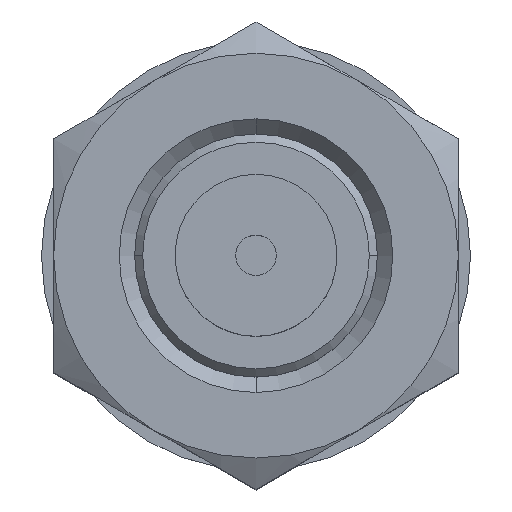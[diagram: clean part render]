
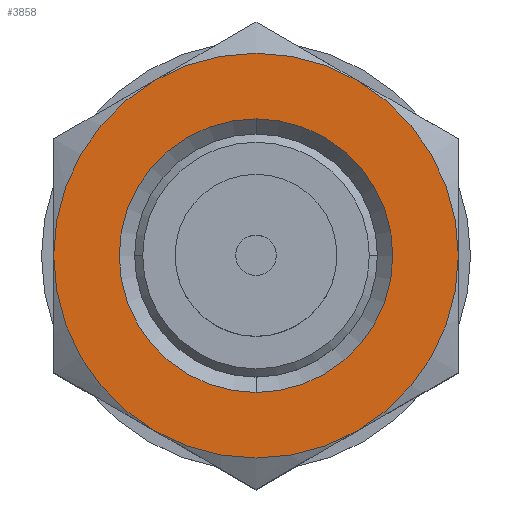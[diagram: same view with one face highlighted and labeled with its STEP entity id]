
A CAD part, top view. The second image highlights one B-rep face of the part: STEP entity #3858.
In plain terms, the highlighted planar face has unit normal (0, 0, 1).
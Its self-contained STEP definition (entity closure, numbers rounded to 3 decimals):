
#2280=CARTESIAN_POINT('',(0.,0.,-4.766));
#2281=DIRECTION('',(0.,0.,1.));
#2282=DIRECTION('',(0.5,0.866,0.));
#2283=AXIS2_PLACEMENT_3D('',#2280,#2281,#2282);
#2285=CARTESIAN_POINT('',(0.,0.,-4.766));
#2286=DIRECTION('',(0.,0.,1.));
#2287=DIRECTION('',(1.,0.,0.));
#2288=AXIS2_PLACEMENT_3D('',#2285,#2286,#2287);
#2290=CARTESIAN_POINT('',(0.,0.,-4.766));
#2291=DIRECTION('',(0.,0.,1.));
#2292=DIRECTION('',(0.5,-0.866,0.));
#2293=AXIS2_PLACEMENT_3D('',#2290,#2291,#2292);
#2295=CARTESIAN_POINT('',(0.,0.,-4.766));
#2296=DIRECTION('',(0.,0.,1.));
#2297=DIRECTION('',(0.,-1.,0.));
#2298=AXIS2_PLACEMENT_3D('',#2295,#2296,#2297);
#2300=CARTESIAN_POINT('',(0.,0.,-4.766));
#2301=DIRECTION('',(0.,0.,1.));
#2302=DIRECTION('',(-0.5,-0.866,0.));
#2303=AXIS2_PLACEMENT_3D('',#2300,#2301,#2302);
#2305=CARTESIAN_POINT('',(0.,0.,-4.766));
#2306=DIRECTION('',(0.,0.,1.));
#2307=DIRECTION('',(-1.,0.,0.));
#2308=AXIS2_PLACEMENT_3D('',#2305,#2306,#2307);
#2310=CARTESIAN_POINT('',(0.,0.,-4.766));
#2311=DIRECTION('',(0.,0.,1.));
#2312=DIRECTION('',(-0.5,0.866,0.));
#2313=AXIS2_PLACEMENT_3D('',#2310,#2311,#2312);
#2315=CARTESIAN_POINT('',(0.,0.,-4.766));
#2316=DIRECTION('',(0.,0.,-1.));
#2317=DIRECTION('',(0.,-1.,0.));
#2318=AXIS2_PLACEMENT_3D('',#2315,#2316,#2317);
#2320=CARTESIAN_POINT('',(0.,0.,-4.766));
#2321=DIRECTION('',(0.,0.,-1.));
#2322=DIRECTION('',(0.,1.,0.));
#2323=AXIS2_PLACEMENT_3D('',#2320,#2321,#2322);
#2356=CARTESIAN_POINT('',(5.,0.,
-4.766));
#2358=CARTESIAN_POINT('',(2.5,-4.33,
-4.766));
#2400=CARTESIAN_POINT('',(-2.5,-4.33,
-4.766));
#2402=CARTESIAN_POINT('',(-5.,0.,
-4.766));
#2674=CARTESIAN_POINT('',(0.,-3.38,-4.766));
#2675=CARTESIAN_POINT('',(0.,3.38,-4.766));
#2676=VERTEX_POINT('',#2674);
#2677=VERTEX_POINT('',#2675);
#2698=VERTEX_POINT('',#2358);
#2699=VERTEX_POINT('',#2356);
#2700=VERTEX_POINT('',#2402);
#2702=VERTEX_POINT('',#2400);
#2703=CARTESIAN_POINT('',(-2.5,4.33,-4.766));
#2704=VERTEX_POINT('',#2703);
#2705=CARTESIAN_POINT('',(2.5,4.33,-4.766));
#2706=VERTEX_POINT('',#2705);
#2707=CARTESIAN_POINT('',(0.,-5.,-4.766));
#2708=VERTEX_POINT('',#2707);
#3832=CARTESIAN_POINT('',(0.,0.,-4.766));
#3833=DIRECTION('',(0.,0.,-1.));
#3834=DIRECTION('',(0.,1.,0.));
#3835=AXIS2_PLACEMENT_3D('',#3832,#3833,#3834);
#3836=PLANE('',#3835);
#3838=ORIENTED_EDGE('',*,*,#3837,.F.);
#3840=ORIENTED_EDGE('',*,*,#3839,.F.);
#3842=ORIENTED_EDGE('',*,*,#3841,.F.);
#3844=ORIENTED_EDGE('',*,*,#3843,.F.);
#3846=ORIENTED_EDGE('',*,*,#3845,.F.);
#3848=ORIENTED_EDGE('',*,*,#3847,.F.);
#3849=ORIENTED_EDGE('',*,*,#3820,.F.);
#3850=EDGE_LOOP('',(#3838,#3840,#3842,#3844,#3846,#3848,#3849));
#3851=FACE_OUTER_BOUND('',#3850,.F.);
#3853=ORIENTED_EDGE('',*,*,#3852,.F.);
#3855=ORIENTED_EDGE('',*,*,#3854,.F.);
#3856=EDGE_LOOP('',(#3853,#3855));
#3857=FACE_BOUND('',#3856,.F.);
#3858=ADVANCED_FACE('',(#3851,#3857),#3836,.F.);
#2284=CIRCLE('',#2283,5.);
#2289=CIRCLE('',#2288,5.);
#2294=CIRCLE('',#2293,5.);
#2299=CIRCLE('',#2298,5.);
#2304=CIRCLE('',#2303,5.);
#2309=CIRCLE('',#2308,5.);
#2314=CIRCLE('',#2313,5.);
#2319=CIRCLE('',#2318,3.38);
#2324=CIRCLE('',#2323,3.38);
#3820=EDGE_CURVE('',#2706,#2704,#2284,.T.);
#3837=EDGE_CURVE('',#2699,#2706,#2289,.T.);
#3839=EDGE_CURVE('',#2698,#2699,#2294,.T.);
#3841=EDGE_CURVE('',#2708,#2698,#2299,.T.);
#3843=EDGE_CURVE('',#2702,#2708,#2304,.T.);
#3845=EDGE_CURVE('',#2700,#2702,#2309,.T.);
#3847=EDGE_CURVE('',#2704,#2700,#2314,.T.);
#3852=EDGE_CURVE('',#2676,#2677,#2319,.T.);
#3854=EDGE_CURVE('',#2677,#2676,#2324,.T.);
